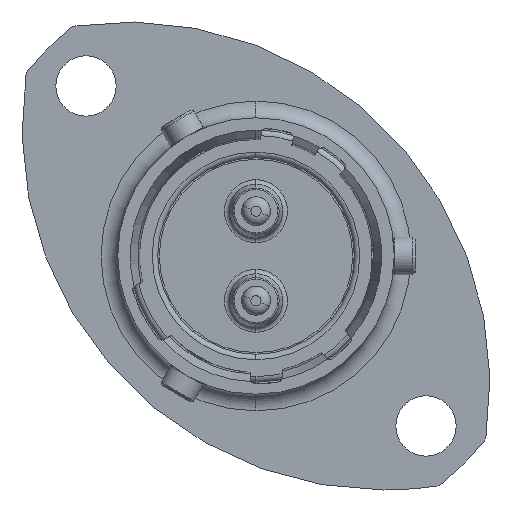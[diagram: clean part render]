
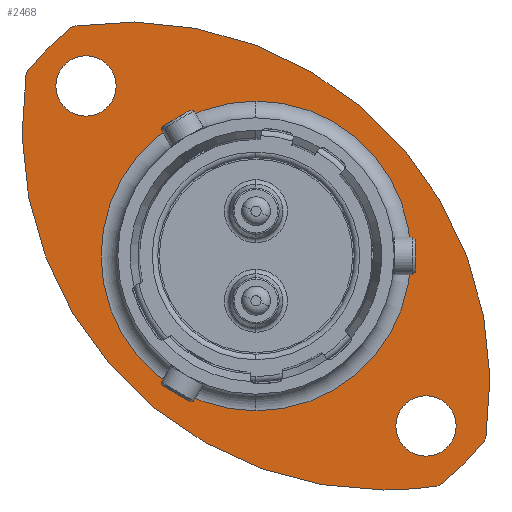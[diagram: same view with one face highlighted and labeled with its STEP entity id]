
A CAD part, left-side view. The second image highlights one B-rep face of the part: STEP entity #2468.
In plain terms, the highlighted planar face has unit normal (-1, 0, 0).
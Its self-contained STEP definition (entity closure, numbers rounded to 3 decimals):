
#34 = EDGE_CURVE ( 'NONE', #5544, #1958, #474, .T. ) ;
#474 = CIRCLE ( 'NONE', #4356, 1.625 ) ;
#574 = EDGE_LOOP ( 'NONE', ( #5658, #4555 ) ) ;
#641 = ORIENTED_EDGE ( 'NONE', *, *, #2037, .T. ) ;
#719 = AXIS2_PLACEMENT_3D ( 'NONE', #1193, #4382, #4430 ) ;
#890 = EDGE_CURVE ( 'NONE', #5547, #13496, #1350, .T. ) ;
#933 = DIRECTION ( 'NONE',  ( 0., 0., -1. ) ) ;
#999 = DIRECTION ( 'NONE',  ( -1., 0., 0. ) ) ;
#1002 = DIRECTION ( 'NONE',  ( -1., 0., 0. ) ) ;
#1096 = CIRCLE ( 'NONE', #2101, 8.345 ) ;
#1118 = CIRCLE ( 'NONE', #12357, 1.625 ) ;
#1193 = CARTESIAN_POINT ( 'NONE',  ( 15.98, 9.157, 9.157 ) ) ;
#1350 = CIRCLE ( 'NONE', #719, 1.625 ) ;
#1513 = CARTESIAN_POINT ( 'NONE',  ( 15.98, 9.157, 9.157 ) ) ;
#1573 = FACE_BOUND ( 'NONE', #574, .T. ) ;
#1591 = DIRECTION ( 'NONE',  ( -1., 0., 0. ) ) ;
#1953 = EDGE_CURVE ( 'NONE', #7756, #10403, #7617, .T. ) ;
#1958 = VERTEX_POINT ( 'NONE', #10027 ) ;
#2006 = CARTESIAN_POINT ( 'NONE',  ( 15.98, 0., -8.345 ) ) ;
#2037 = EDGE_CURVE ( 'NONE', #12563, #12984, #1096, .T. ) ;
#2069 = CARTESIAN_POINT ( 'NONE',  ( 15.98, 9.858, 12.379 ) ) ;
#2101 = AXIS2_PLACEMENT_3D ( 'NONE', #10128, #11414, #3715 ) ;
#2393 = CARTESIAN_POINT ( 'NONE',  ( 15.98, 0., 0. ) ) ;
#2407 = DIRECTION ( 'NONE',  ( 0., 0., -1. ) ) ;
#2467 = AXIS2_PLACEMENT_3D ( 'NONE', #9435, #3956, #933 ) ;
#2468 = ADVANCED_FACE ( 'NONE', ( #8752, #8088, #1573, #7924 ), #9171, .F. ) ;
#2668 = DIRECTION ( 'NONE',  ( -1., 0., 0. ) ) ;
#2676 = EDGE_CURVE ( 'NONE', #2929, #10108, #7752, .T. ) ;
#2861 = CIRCLE ( 'NONE', #5594, 15.825 ) ;
#2929 = VERTEX_POINT ( 'NONE', #6028 ) ;
#3040 = CARTESIAN_POINT ( 'NONE',  ( 15.98, -6.894, 6.894 ) ) ;
#3090 = AXIS2_PLACEMENT_3D ( 'NONE', #4256, #1002, #5235 ) ;
#3150 = CARTESIAN_POINT ( 'NONE',  ( 15.98, 9.157, 7.532 ) ) ;
#3326 = DIRECTION ( 'NONE',  ( 0., 0., -1. ) ) ;
#3712 = DIRECTION ( 'NONE',  ( 0., 0., -1. ) ) ;
#3715 = DIRECTION ( 'NONE',  ( 0., 0., -1. ) ) ;
#3727 = EDGE_CURVE ( 'NONE', #13496, #5547, #3767, .T. ) ;
#3767 = CIRCLE ( 'NONE', #5914, 1.625 ) ;
#3830 = DIRECTION ( 'NONE',  ( -1., 0., 0. ) ) ;
#3956 = DIRECTION ( 'NONE',  ( -1., 0., 0. ) ) ;
#4063 = DIRECTION ( 'NONE',  ( 0., 0., -1. ) ) ;
#4256 = CARTESIAN_POINT ( 'NONE',  ( 15.98, -6.894, 6.894 ) ) ;
#4356 = AXIS2_PLACEMENT_3D ( 'NONE', #4477, #2668, #2407 ) ;
#4382 = DIRECTION ( 'NONE',  ( -1., 0., 0. ) ) ;
#4430 = DIRECTION ( 'NONE',  ( 0., 0., -1. ) ) ;
#4444 = CARTESIAN_POINT ( 'NONE',  ( 15.98, -9.157, -9.157 ) ) ;
#4477 = CARTESIAN_POINT ( 'NONE',  ( 15.98, -9.157, -9.157 ) ) ;
#4478 = ORIENTED_EDGE ( 'NONE', *, *, #6870, .T. ) ;
#4555 = ORIENTED_EDGE ( 'NONE', *, *, #12624, .F. ) ;
#4566 = ORIENTED_EDGE ( 'NONE', *, *, #4974, .T. ) ;
#4702 = CARTESIAN_POINT ( 'NONE',  ( 15.98, -9.157, -10.782 ) ) ;
#4873 = EDGE_CURVE ( 'NONE', #12984, #12563, #12920, .T. ) ;
#4974 = EDGE_CURVE ( 'NONE', #11912, #2929, #2861, .T. ) ;
#5043 = EDGE_LOOP ( 'NONE', ( #641, #5200 ) ) ;
#5200 = ORIENTED_EDGE ( 'NONE', *, *, #4873, .T. ) ;
#5235 = DIRECTION ( 'NONE',  ( 0., 0., -1. ) ) ;
#5544 = VERTEX_POINT ( 'NONE', #4702 ) ;
#5547 = VERTEX_POINT ( 'NONE', #3150 ) ;
#5554 = CIRCLE ( 'NONE', #2467, 19.5 ) ;
#5594 = AXIS2_PLACEMENT_3D ( 'NONE', #10246, #3830, #8061 ) ;
#5658 = ORIENTED_EDGE ( 'NONE', *, *, #34, .F. ) ;
#5914 = AXIS2_PLACEMENT_3D ( 'NONE', #1513, #8803, #13446 ) ;
#5928 = CARTESIAN_POINT ( 'NONE',  ( 15.98, 9.157, 10.782 ) ) ;
#6028 = CARTESIAN_POINT ( 'NONE',  ( 15.98, 12.379, 9.858 ) ) ;
#6250 = CARTESIAN_POINT ( 'NONE',  ( 15.98, -9.858, -12.379 ) ) ;
#6870 = EDGE_CURVE ( 'NONE', #10108, #7756, #7773, .T. ) ;
#6873 = ORIENTED_EDGE ( 'NONE', *, *, #3727, .F. ) ;
#7225 = AXIS2_PLACEMENT_3D ( 'NONE', #3040, #999, #4063 ) ;
#7617 = CIRCLE ( 'NONE', #10959, 15.825 ) ;
#7752 = CIRCLE ( 'NONE', #7225, 19.5 ) ;
#7756 = VERTEX_POINT ( 'NONE', #6250 ) ;
#7773 = CIRCLE ( 'NONE', #3090, 19.5 ) ;
#7857 = CARTESIAN_POINT ( 'NONE',  ( 15.98, -12.379, -9.858 ) ) ;
#7924 = FACE_OUTER_BOUND ( 'NONE', #11989, .T. ) ;
#8061 = DIRECTION ( 'NONE',  ( 0., 0., 1. ) ) ;
#8088 = FACE_BOUND ( 'NONE', #9116, .T. ) ;
#8148 = DIRECTION ( 'NONE',  ( 0., 0., -1. ) ) ;
#8752 = FACE_BOUND ( 'NONE', #5043, .T. ) ;
#8803 = DIRECTION ( 'NONE',  ( -1., 0., 0. ) ) ;
#8913 = ORIENTED_EDGE ( 'NONE', *, *, #13605, .T. ) ;
#9116 = EDGE_LOOP ( 'NONE', ( #12182, #6873 ) ) ;
#9129 = DIRECTION ( 'NONE',  ( 1., 0., 0. ) ) ;
#9171 = PLANE ( 'NONE',  #12776 ) ;
#9220 = ORIENTED_EDGE ( 'NONE', *, *, #2676, .T. ) ;
#9310 = CARTESIAN_POINT ( 'NONE',  ( 15.98, 0., 8.345 ) ) ;
#9435 = CARTESIAN_POINT ( 'NONE',  ( 15.98, 6.894, -6.894 ) ) ;
#10027 = CARTESIAN_POINT ( 'NONE',  ( 15.98, -9.157, -7.532 ) ) ;
#10108 = VERTEX_POINT ( 'NONE', #13723 ) ;
#10128 = CARTESIAN_POINT ( 'NONE',  ( 15.98, 0., 0. ) ) ;
#10246 = CARTESIAN_POINT ( 'NONE',  ( 15.98, 0., 0. ) ) ;
#10403 = VERTEX_POINT ( 'NONE', #7857 ) ;
#10689 = DIRECTION ( 'NONE',  ( -1., 0., 0. ) ) ;
#10959 = AXIS2_PLACEMENT_3D ( 'NONE', #11035, #1591, #10986 ) ;
#10986 = DIRECTION ( 'NONE',  ( 0., 0., 1. ) ) ;
#11035 = CARTESIAN_POINT ( 'NONE',  ( 15.98, 0., 0. ) ) ;
#11414 = DIRECTION ( 'NONE',  ( 1., 0., 0. ) ) ;
#11912 = VERTEX_POINT ( 'NONE', #2069 ) ;
#11989 = EDGE_LOOP ( 'NONE', ( #9220, #4478, #13153, #8913, #4566 ) ) ;
#12182 = ORIENTED_EDGE ( 'NONE', *, *, #890, .F. ) ;
#12357 = AXIS2_PLACEMENT_3D ( 'NONE', #4444, #10689, #3326 ) ;
#12563 = VERTEX_POINT ( 'NONE', #2006 ) ;
#12624 = EDGE_CURVE ( 'NONE', #1958, #5544, #1118, .T. ) ;
#12764 = AXIS2_PLACEMENT_3D ( 'NONE', #2393, #13420, #3712 ) ;
#12776 = AXIS2_PLACEMENT_3D ( 'NONE', #13643, #9129, #8148 ) ;
#12920 = CIRCLE ( 'NONE', #12764, 8.345 ) ;
#12984 = VERTEX_POINT ( 'NONE', #9310 ) ;
#13153 = ORIENTED_EDGE ( 'NONE', *, *, #1953, .T. ) ;
#13420 = DIRECTION ( 'NONE',  ( 1., 0., 0. ) ) ;
#13446 = DIRECTION ( 'NONE',  ( 0., 0., -1. ) ) ;
#13496 = VERTEX_POINT ( 'NONE', #5928 ) ;
#13605 = EDGE_CURVE ( 'NONE', #10403, #11912, #5554, .T. ) ;
#13643 = CARTESIAN_POINT ( 'NONE',  ( 15.98, 7.445, 0. ) ) ;
#13723 = CARTESIAN_POINT ( 'NONE',  ( 15.98, -6.894, -12.606 ) ) ;
